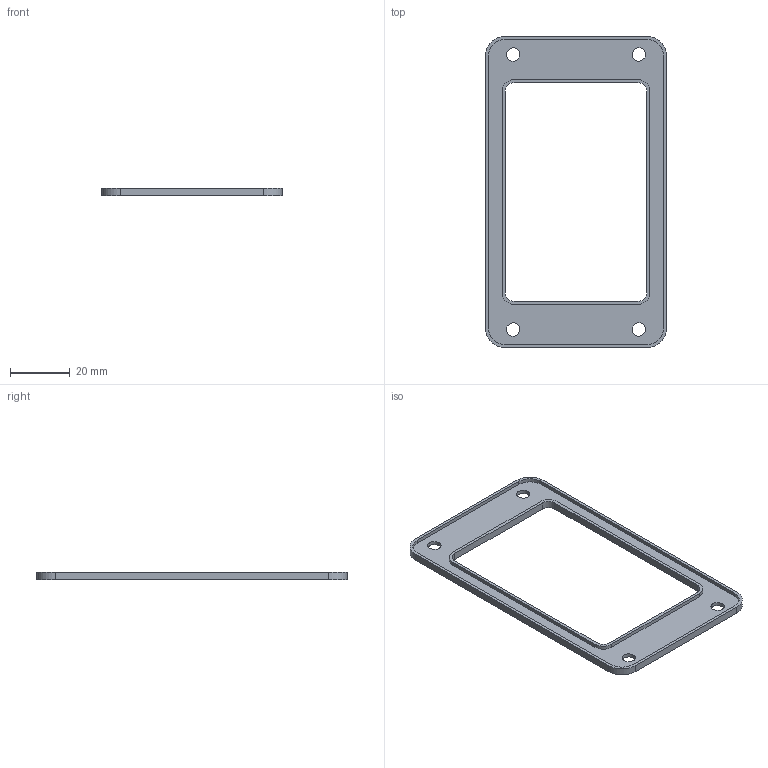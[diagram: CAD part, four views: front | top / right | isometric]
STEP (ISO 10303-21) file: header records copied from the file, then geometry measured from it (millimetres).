
FILE_DESCRIPTION(('CATIA V5 STEP Exchange','CAx-IF Rec.Pracs.--- Model Styling and Organization---1.4--- 2014-01-23'),'2;1');
FILE_NAME ('004523-4_1', '2021-10-06T06:15:07+00:00', ('none'), ('Weidmueller'), 'CATIA Version 5-6 Release 2016 SP3 HF44', 'CATIA V5 STEP AP214', 'none');
FILE_SCHEMA(('AUTOMOTIVE_DESIGN { 1 0 10303 214 1 1 1 1 }'));
Length unit declared in the file: millimetre
Products named in the file (1): 1044540000
Bounding box: 60.5 x 104 x 2.5 mm (x, y, z)
Volume: 4103.3 mm3; surface area: 7606.4 mm2
Topology: 1 solids, 1 shells, 44 faces, 120 edges, 80 vertices
Faces by surface type: cylinder 24, plane 20
Entity records: 1381 total; most frequent: CARTESIAN_POINT 240, ORIENTED_EDGE 240, DIRECTION 198, EDGE_CURVE 120, AXIS2_PLACEMENT_3D 88, VERTEX_POINT 80, VECTOR 72, LINE 72
